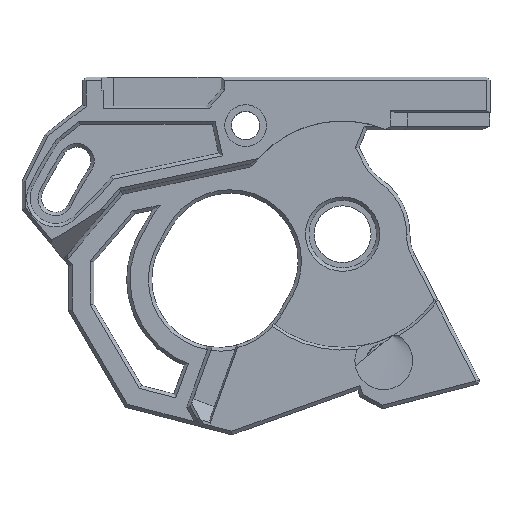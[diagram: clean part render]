
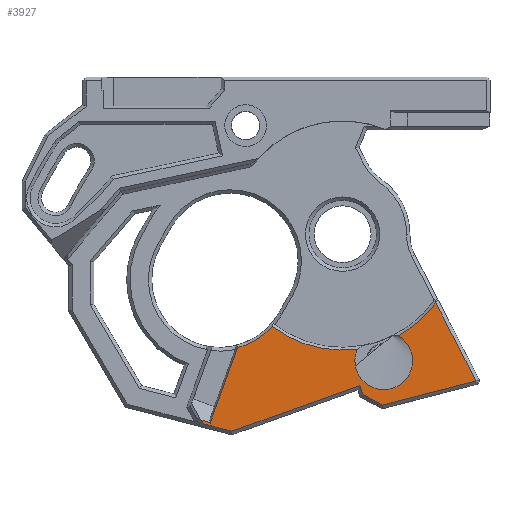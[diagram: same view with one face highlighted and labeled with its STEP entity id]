
A CAD part, top view. The second image highlights one B-rep face of the part: STEP entity #3927.
In plain terms, the highlighted planar face has unit normal (0, 0, 1).
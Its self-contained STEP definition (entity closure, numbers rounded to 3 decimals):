
#164=CIRCLE('',#4174,8.442);
#165=CIRCLE('',#4176,13.867);
#167=CIRCLE('',#4179,3.457);
#168=CIRCLE('',#4180,3.457);
#169=CIRCLE('',#4188,13.867);
#354=FACE_OUTER_BOUND('',#591,.T.);
#591=EDGE_LOOP('',(#3313,#3314,#3315,#3316,#3317,#3318,#3319,#3320,#3321,
#3322,#3323,#3324,#3325,#3326,#3327));
#827=LINE('',#5831,#1280);
#971=LINE('',#6262,#1424);
#974=LINE('',#6267,#1427);
#996=LINE('',#6323,#1449);
#1042=LINE('',#6424,#1495);
#1044=LINE('',#6428,#1497);
#1045=LINE('',#6430,#1498);
#1046=LINE('',#6432,#1499);
#1047=LINE('',#6434,#1500);
#1048=LINE('',#6435,#1501);
#1280=VECTOR('',#4653,1000.);
#1424=VECTOR('',#5017,1000.);
#1427=VECTOR('',#5022,1000.);
#1449=VECTOR('',#5086,1000.);
#1495=VECTOR('',#5198,1000.);
#1497=VECTOR('',#5202,1000.);
#1498=VECTOR('',#5203,1000.);
#1499=VECTOR('',#5204,1000.);
#1500=VECTOR('',#5205,1000.);
#1501=VECTOR('',#5206,1000.);
#1710=VERTEX_POINT('',#5829);
#1711=VERTEX_POINT('',#5830);
#1837=VERTEX_POINT('',#6205);
#1838=VERTEX_POINT('',#6210);
#1839=VERTEX_POINT('',#6216);
#1841=VERTEX_POINT('',#6227);
#1842=VERTEX_POINT('',#6229);
#1846=VERTEX_POINT('',#6259);
#1847=VERTEX_POINT('',#6261);
#1848=VERTEX_POINT('',#6265);
#1861=VERTEX_POINT('',#6321);
#1877=VERTEX_POINT('',#6427);
#1878=VERTEX_POINT('',#6429);
#1879=VERTEX_POINT('',#6431);
#1880=VERTEX_POINT('',#6433);
#2100=EDGE_CURVE('',#1710,#1711,#827,.T.);
#2281=EDGE_CURVE('',#1838,#1837,#164,.F.);
#2282=EDGE_CURVE('',#1837,#1839,#165,.F.);
#2286=EDGE_CURVE('',#1842,#1841,#167,.T.);
#2288=EDGE_CURVE('',#1841,#1839,#168,.T.);
#2297=EDGE_CURVE('',#1842,#1710,#169,.F.);
#2302=EDGE_CURVE('',#1846,#1847,#971,.T.);
#2305=EDGE_CURVE('',#1848,#1846,#974,.T.);
#2333=EDGE_CURVE('',#1861,#1838,#996,.T.);
#2381=EDGE_CURVE('',#1847,#1861,#1042,.T.);
#2383=EDGE_CURVE('',#1848,#1877,#1044,.T.);
#2384=EDGE_CURVE('',#1877,#1878,#1045,.T.);
#2385=EDGE_CURVE('',#1878,#1879,#1046,.T.);
#2386=EDGE_CURVE('',#1879,#1880,#1047,.T.);
#2387=EDGE_CURVE('',#1880,#1711,#1048,.T.);
#3313=ORIENTED_EDGE('',*,*,#2305,.F.);
#3314=ORIENTED_EDGE('',*,*,#2383,.T.);
#3315=ORIENTED_EDGE('',*,*,#2384,.T.);
#3316=ORIENTED_EDGE('',*,*,#2385,.T.);
#3317=ORIENTED_EDGE('',*,*,#2386,.T.);
#3318=ORIENTED_EDGE('',*,*,#2387,.T.);
#3319=ORIENTED_EDGE('',*,*,#2100,.F.);
#3320=ORIENTED_EDGE('',*,*,#2297,.F.);
#3321=ORIENTED_EDGE('',*,*,#2286,.T.);
#3322=ORIENTED_EDGE('',*,*,#2288,.T.);
#3323=ORIENTED_EDGE('',*,*,#2282,.F.);
#3324=ORIENTED_EDGE('',*,*,#2281,.F.);
#3325=ORIENTED_EDGE('',*,*,#2333,.F.);
#3326=ORIENTED_EDGE('',*,*,#2381,.F.);
#3327=ORIENTED_EDGE('',*,*,#2302,.F.);
#3731=PLANE('',#4246);
#3927=ADVANCED_FACE('',(#354),#3731,.F.);
#4174=AXIS2_PLACEMENT_3D('',#6214,#4971,#4972);
#4176=AXIS2_PLACEMENT_3D('',#6217,#4975,#4976);
#4179=AXIS2_PLACEMENT_3D('',#6230,#4982,#4983);
#4180=AXIS2_PLACEMENT_3D('',#6235,#4984,#4985);
#4188=AXIS2_PLACEMENT_3D('',#6251,#5007,#5008);
#4246=AXIS2_PLACEMENT_3D('',#6426,#5200,#5201);
#4653=DIRECTION('',(0.46,-0.888,0.));
#4971=DIRECTION('center_axis',(0.,0.,
-1.));
#4972=DIRECTION('ref_axis',(-1.,0.,0.));
#4975=DIRECTION('center_axis',(0.,0.,
-1.));
#4976=DIRECTION('ref_axis',(-1.,0.,0.));
#4982=DIRECTION('center_axis',(0.,0.,
-1.));
#4983=DIRECTION('ref_axis',(-1.,0.,0.));
#4984=DIRECTION('center_axis',(0.,0.,
-1.));
#4985=DIRECTION('ref_axis',(-1.,0.,0.));
#5007=DIRECTION('center_axis',(0.,0.,
-1.));
#5008=DIRECTION('ref_axis',(-1.,0.,0.));
#5017=DIRECTION('',(-0.465,0.885,0.));
#5022=DIRECTION('',(-0.968,0.251,0.));
#5086=DIRECTION('',(0.342,0.94,0.));
#5198=DIRECTION('',(0.94,-0.342,0.));
#5200=DIRECTION('center_axis',(0.,0.,
-1.));
#5201=DIRECTION('ref_axis',(0.,-1.,0.));
#5202=DIRECTION('',(0.942,0.336,0.));
#5203=DIRECTION('',(0.342,-0.94,0.));
#5204=DIRECTION('',(0.885,-0.465,0.));
#5205=DIRECTION('',(0.968,0.251,0.));
#5206=DIRECTION('',(0.303,0.953,0.));
#5829=CARTESIAN_POINT('',(94.753,-8.223,6.4));
#5830=CARTESIAN_POINT('',(99.554,-17.5,6.4));
#5831=CARTESIAN_POINT('',(86.977,6.805,6.4));
#6205=CARTESIAN_POINT('',(75.19,-11.036,6.4));
#6210=CARTESIAN_POINT('',(71.046,-13.578,6.4));
#6214=CARTESIAN_POINT('Origin',(68.89,-5.416,6.4));
#6216=CARTESIAN_POINT('',(85.368,-13.752,6.4));
#6217=CARTESIAN_POINT('Origin',(83.587,0.,6.4));
#6227=CARTESIAN_POINT('',(85.073,-15.151,6.4));
#6229=CARTESIAN_POINT('',(90.258,-12.157,6.4));
#6230=CARTESIAN_POINT('Origin',(88.53,-15.151,6.4));
#6235=CARTESIAN_POINT('Origin',(88.53,-15.151,6.4));
#6251=CARTESIAN_POINT('Origin',(83.587,0.,6.4));
#6259=CARTESIAN_POINT('',(66.914,-22.689,6.4));
#6261=CARTESIAN_POINT('',(66.651,-22.188,6.4));
#6262=CARTESIAN_POINT('',(63.604,-16.396,6.4));
#6265=CARTESIAN_POINT('',(70.342,-23.577,6.4));
#6267=CARTESIAN_POINT('',(67.537,-22.85,6.4));
#6321=CARTESIAN_POINT('',(67.765,-22.593,6.4));
#6323=CARTESIAN_POINT('',(72.894,-8.501,6.4));
#6424=CARTESIAN_POINT('',(67.496,-22.496,6.4));
#6426=CARTESIAN_POINT('Origin',(74.765,-3.811,6.4));
#6427=CARTESIAN_POINT('',(85.647,-18.121,6.4));
#6428=CARTESIAN_POINT('',(80.517,-19.95,6.4));
#6429=CARTESIAN_POINT('',(86.045,-19.216,6.4));
#6430=CARTESIAN_POINT('',(79.775,-1.987,6.4));
#6431=CARTESIAN_POINT('',(88.398,-20.453,6.4));
#6432=CARTESIAN_POINT('',(88.535,-20.525,6.4));
#6433=CARTESIAN_POINT('',(99.531,-17.571,6.4));
#6434=CARTESIAN_POINT('',(79.66,-22.716,6.4));
#6435=CARTESIAN_POINT('',(99.604,-17.342,6.4));
